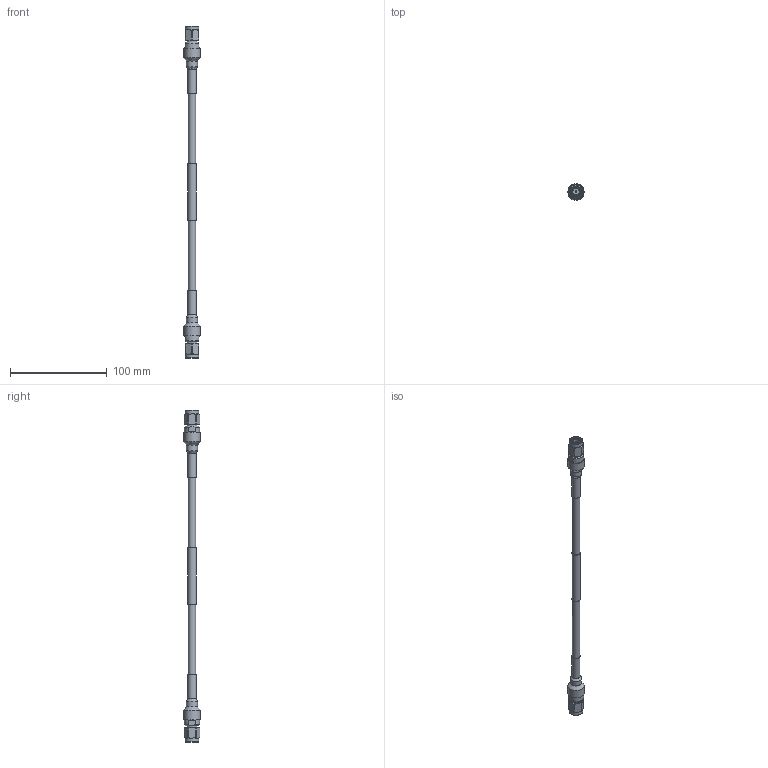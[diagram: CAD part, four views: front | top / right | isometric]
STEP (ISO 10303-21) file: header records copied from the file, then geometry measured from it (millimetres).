
FILE_DESCRIPTION (( 'STEP AP203' ), '1' );
FILE_NAME ('PE334_3D.step', '2021-04-16T14:56:17', ( '' ), ( '' ), 'SwSTEP 2.0', 'SolidWorks 2020', '' );
FILE_SCHEMA (( 'CONFIG_CONTROL_DESIGN' ));
Length unit declared in the file: inch
Products named in the file (3): PE334_3D; PE44810^PE334_Heat Shrink; Coax Cable_PE-P300LL
Assembly tree (3 placements, depth 2):
  PE334_3D
    Coax Cable_PE-P300LL
    PE44810^PE334_Heat Shrink  x2
Bounding box: 16.76 x 16.76 x 343.46 mm (x, y, z)
Volume: 26656.9 mm3; surface area: 12989.5 mm2
Topology: 3 solids, 5 shells, 135 faces, 311 edges, 204 vertices
Faces by surface type: cylinder 53, plane 48, cone 22, bspline 10, torus 2
Full cylindrical faces by diameter (mm): 1.372 x2, 1.905 x2, 6.655 x2, 7.62 x2, 8.077 x2, 8.636 x3, 11.112 x12, 11.228 x4, 11.405 x2, 11.736 x2, 14.229 x2, 15.748 x2, 16.764 x2
Entity records: 3445 total; most frequent: CARTESIAN_POINT 1870, DIRECTION 270, ORIENTED_EDGE 208, AXIS2_PLACEMENT_3D 125, EDGE_CURVE 104, EDGE_LOOP 104, FACE_OUTER_BOUND 84, VERTEX_POINT 82
